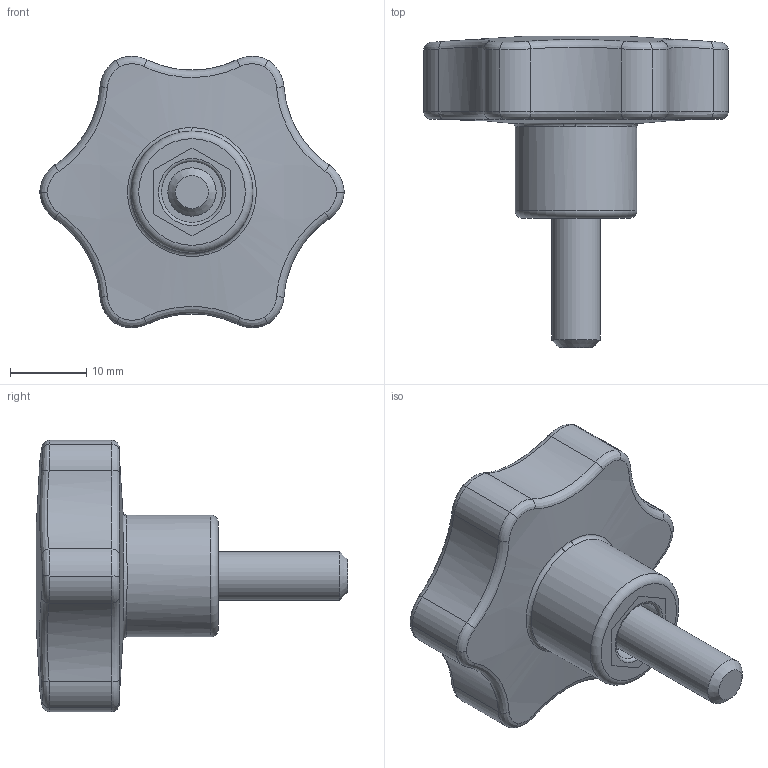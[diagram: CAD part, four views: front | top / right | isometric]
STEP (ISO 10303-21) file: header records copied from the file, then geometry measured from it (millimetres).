
FILE_DESCRIPTION(/* description */ (''),/* implementation_level */ '2;1');
FILE_NAME(/* name */ 'Star Knob 1-4UNC.stp',/* time_stamp */ '2020-08-22T12:45:25-04:00',/* author */ ('ignac'),/* organization */ (''),/* preprocessor_version */ 'ST-DEVELOPER v18',/* originating_system */ 'Autodesk Inventor 2020',/* authorisation */ '');
FILE_SCHEMA (('AUTOMOTIVE_DESIGN { 1 0 10303 214 3 1 1 }'));
Length unit declared in the file: millimetre
Products named in the file (1): Star Knob 1-4UNC
Bounding box: 39.99 x 40.88 x 35.67 mm (x, y, z)
Volume: 13556.4 mm3; surface area: 4525.2 mm2
Topology: 2 solids, 2 shells, 85 faces, 200 edges, 123 vertices
Faces by surface type: bspline 39, cylinder 21, plane 18, torus 4, cone 2, sphere 1
Full cylindrical faces by diameter (mm): 6.35 x1, 8 x1, 16 x1
Entity records: 7608 total; most frequent: CARTESIAN_POINT 5855, ORIENTED_EDGE 400, DIRECTION 277, EDGE_CURVE 200, VERTEX_POINT 123, AXIS2_PLACEMENT_3D 109, EDGE_LOOP 91, FACE_OUTER_BOUND 85
